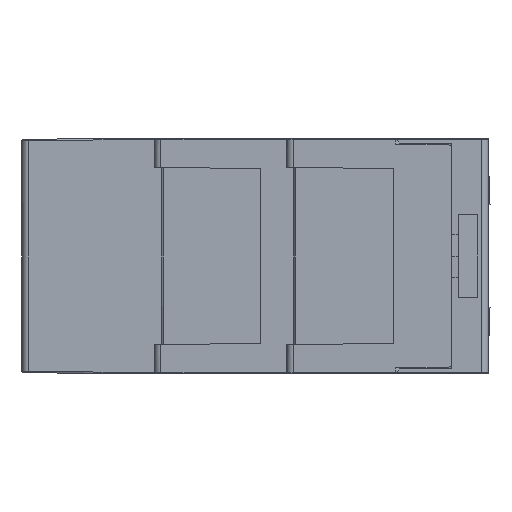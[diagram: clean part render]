
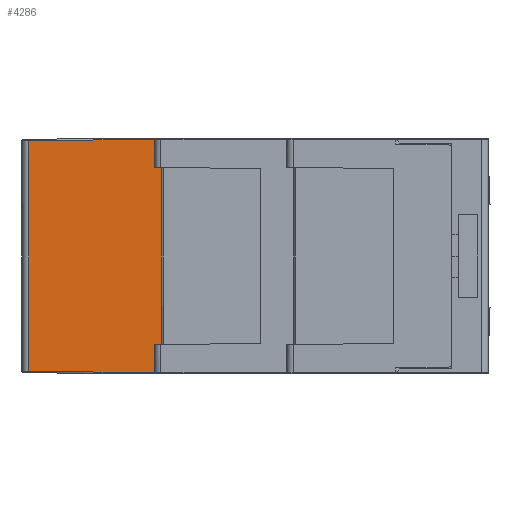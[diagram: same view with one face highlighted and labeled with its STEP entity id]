
A CAD part, left-side view. The second image highlights one B-rep face of the part: STEP entity #4286.
In plain terms, the highlighted planar face has unit normal (-1, 0.009, 0).
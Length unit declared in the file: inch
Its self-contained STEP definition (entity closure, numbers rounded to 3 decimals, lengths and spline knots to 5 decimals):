
#481 = LINE ( 'NONE', #16785, #17348 ) ;
#910 = VECTOR ( 'NONE', #12695, 39.37008 ) ;
#951 = EDGE_LOOP ( 'NONE', ( #19638, #13485, #6765, #12141, #14879, #20410, #3854, #3594 ) ) ;
#1119 = VERTEX_POINT ( 'NONE', #3503 ) ;
#1126 = LINE ( 'NONE', #7693, #18503 ) ;
#1174 = PLANE ( 'NONE',  #14526 ) ;
#1292 = CARTESIAN_POINT ( 'NONE',  ( -0.8878, 1.68898, 0.29134 ) ) ;
#1830 = CARTESIAN_POINT ( 'NONE',  ( -0.88817, 1.64567, 0.29134 ) ) ;
#1850 = CARTESIAN_POINT ( 'NONE',  ( -0.8878, 1.68898, 0.34646 ) ) ;
#2323 = EDGE_CURVE ( 'NONE', #2345, #20746, #8790, .T. ) ;
#2345 = VERTEX_POINT ( 'NONE', #11127 ) ;
#2932 = CARTESIAN_POINT ( 'NONE',  ( -0.88123, 2.44129, -1.04068 ) ) ;
#3503 = CARTESIAN_POINT ( 'NONE',  ( -0.8878, 1.68898, -1.04724 ) ) ;
#3594 = ORIENTED_EDGE ( 'NONE', *, *, #17805, .T. ) ;
#3854 = ORIENTED_EDGE ( 'NONE', *, *, #10681, .T. ) ;
#4162 = VECTOR ( 'NONE', #20228, 39.37008 ) ;
#4286 = ADVANCED_FACE ( 'NONE', ( #7641 ), #1174, .T. ) ;
#5989 = CARTESIAN_POINT ( 'NONE',  ( -0.8878, 1.68898, -0.87958 ) ) ;
#6132 = LINE ( 'NONE', #1292, #7441 ) ;
#6263 = VERTEX_POINT ( 'NONE', #17490 ) ;
#6588 = EDGE_CURVE ( 'NONE', #1119, #20746, #481, .T. ) ;
#6765 = ORIENTED_EDGE ( 'NONE', *, *, #8603, .T. ) ;
#6798 = DIRECTION ( 'NONE',  ( 0.009, 1., -0.009 ) ) ;
#7002 = LINE ( 'NONE', #1830, #18104 ) ;
#7441 = VECTOR ( 'NONE', #9258, 39.37008 ) ;
#7627 = EDGE_CURVE ( 'NONE', #6263, #11831, #6132, .T. ) ;
#7641 = FACE_OUTER_BOUND ( 'NONE', #951, .T. ) ;
#7649 = EDGE_CURVE ( 'NONE', #20412, #6263, #20915, .T. ) ;
#7693 = CARTESIAN_POINT ( 'NONE',  ( -0.8878, 1.68898, -0.34646 ) ) ;
#7713 = VERTEX_POINT ( 'NONE', #14925 ) ;
#7742 = CARTESIAN_POINT ( 'NONE',  ( -0.88089, 2.48028, 0.29134 ) ) ;
#8403 = DIRECTION ( 'NONE',  ( 0., 0., 1. ) ) ;
#8603 = EDGE_CURVE ( 'NONE', #11831, #2345, #18361, .T. ) ;
#8790 = LINE ( 'NONE', #10908, #4162 ) ;
#9145 = CARTESIAN_POINT ( 'NONE',  ( -0.8878, 1.68898, 0.34646 ) ) ;
#9174 = VECTOR ( 'NONE', #6798, 39.37008 ) ;
#9258 = DIRECTION ( 'NONE',  ( 0., 0., 1. ) ) ;
#9515 = DIRECTION ( 'NONE',  ( 0., 0., -1. ) ) ;
#9553 = VECTOR ( 'NONE', #9665, 39.37008 ) ;
#9665 = DIRECTION ( 'NONE',  ( -0.009, -1., 0.009 ) ) ;
#10681 = EDGE_CURVE ( 'NONE', #13884, #7713, #18852, .T. ) ;
#10908 = CARTESIAN_POINT ( 'NONE',  ( -0.88123, 2.44129, 0.29134 ) ) ;
#11127 = CARTESIAN_POINT ( 'NONE',  ( -0.88123, 2.44129, 0.33989 ) ) ;
#11185 = CARTESIAN_POINT ( 'NONE',  ( -0.88817, 1.64567, 0.17842 ) ) ;
#11583 = DIRECTION ( 'NONE',  ( 0.009, 1., 0.009 ) ) ;
#11831 = VERTEX_POINT ( 'NONE', #9145 ) ;
#12141 = ORIENTED_EDGE ( 'NONE', *, *, #2323, .T. ) ;
#12695 = DIRECTION ( 'NONE',  ( 0.009, 1., 0.009 ) ) ;
#13178 = CARTESIAN_POINT ( 'NONE',  ( -0.8878, 1.68898, -0.87958 ) ) ;
#13485 = ORIENTED_EDGE ( 'NONE', *, *, #7627, .T. ) ;
#13884 = VERTEX_POINT ( 'NONE', #13178 ) ;
#14526 = AXIS2_PLACEMENT_3D ( 'NONE', #7742, #17371, #20781 ) ;
#14879 = ORIENTED_EDGE ( 'NONE', *, *, #6588, .F. ) ;
#14925 = CARTESIAN_POINT ( 'NONE',  ( -0.88817, 1.64567, -0.8792 ) ) ;
#16305 = CARTESIAN_POINT ( 'NONE',  ( -0.88817, 1.64567, 0.17842 ) ) ;
#16785 = CARTESIAN_POINT ( 'NONE',  ( -0.88684, 1.79856, -1.04629 ) ) ;
#17348 = VECTOR ( 'NONE', #11583, 39.37008 ) ;
#17371 = DIRECTION ( 'NONE',  ( -1., 0.009, 0. ) ) ;
#17490 = CARTESIAN_POINT ( 'NONE',  ( -0.8878, 1.68898, 0.17879 ) ) ;
#17805 = EDGE_CURVE ( 'NONE', #7713, #20412, #7002, .T. ) ;
#18104 = VECTOR ( 'NONE', #8403, 39.37008 ) ;
#18361 = LINE ( 'NONE', #1850, #9174 ) ;
#18503 = VECTOR ( 'NONE', #9515, 39.37008 ) ;
#18852 = LINE ( 'NONE', #5989, #9553 ) ;
#19638 = ORIENTED_EDGE ( 'NONE', *, *, #7649, .T. ) ;
#19683 = EDGE_CURVE ( 'NONE', #13884, #1119, #1126, .T. ) ;
#20228 = DIRECTION ( 'NONE',  ( 0., 0., -1. ) ) ;
#20410 = ORIENTED_EDGE ( 'NONE', *, *, #19683, .F. ) ;
#20412 = VERTEX_POINT ( 'NONE', #16305 ) ;
#20746 = VERTEX_POINT ( 'NONE', #2932 ) ;
#20781 = DIRECTION ( 'NONE',  ( -0.009, -1., 0. ) ) ;
#20915 = LINE ( 'NONE', #11185, #910 ) ;
